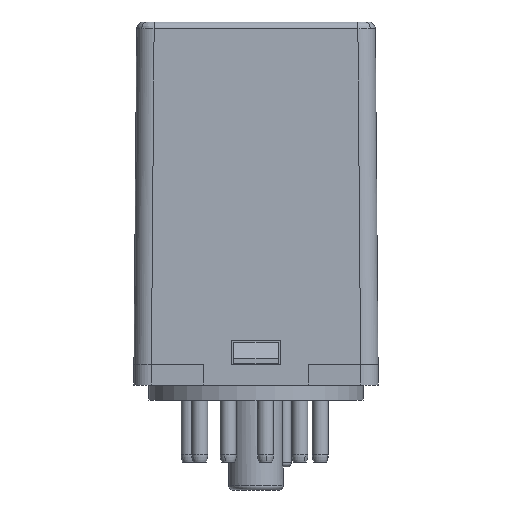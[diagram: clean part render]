
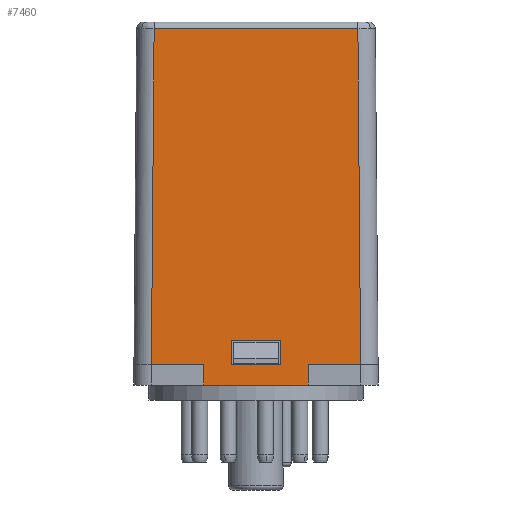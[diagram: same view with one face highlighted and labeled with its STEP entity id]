
A CAD part, front view. The second image highlights one B-rep face of the part: STEP entity #7460.
In plain terms, the highlighted planar face has unit normal (0, -1, 0.008).
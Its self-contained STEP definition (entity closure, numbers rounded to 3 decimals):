
#1933 = LINE ( 'NONE', #9348, #1937 ) ;
#1937 = VECTOR ( 'NONE', #9353, 1000. ) ;
#1950 = LINE ( 'NONE', #9332, #1955 ) ;
#1955 = VECTOR ( 'NONE', #9323, 1000. ) ;
#2067 = LINE ( 'NONE', #2631, #2070 ) ;
#2070 = VECTOR ( 'NONE', #2632, 1000. ) ;
#2112 = LINE ( 'NONE', #2735, #2115 ) ;
#2115 = VECTOR ( 'NONE', #2751, 1000. ) ;
#2164 = LINE ( 'NONE', #2864, #2189 ) ;
#2178 = LINE ( 'NONE', #2843, #2180 ) ;
#2180 = VECTOR ( 'NONE', #2838, 1000. ) ;
#2189 = VECTOR ( 'NONE', #2852, 1000. ) ;
#2206 = LINE ( 'NONE', #2890, #2208 ) ;
#2208 = VECTOR ( 'NONE', #2891, 1000. ) ;
#2218 = LINE ( 'NONE', #2929, #2231 ) ;
#2221 = LINE ( 'NONE', #2909, #2224 ) ;
#2224 = VECTOR ( 'NONE', #2910, 1000. ) ;
#2231 = VECTOR ( 'NONE', #2930, 1000. ) ;
#2247 = LINE ( 'NONE', #2976, #2250 ) ;
#2250 = VECTOR ( 'NONE', #2977, 1000. ) ;
#2259 = LINE ( 'NONE', #3031, #2268 ) ;
#2262 = VECTOR ( 'NONE', #3021, 1000. ) ;
#2263 = LINE ( 'NONE', #3008, #2262 ) ;
#2268 = VECTOR ( 'NONE', #3032, 1000. ) ;
#2280 = LINE ( 'NONE', #3054, #2284 ) ;
#2284 = VECTOR ( 'NONE', #3072, 1000. ) ;
#2302 = LINE ( 'NONE', #3146, #2305 ) ;
#2305 = VECTOR ( 'NONE', #3147, 1000. ) ;
#2631 = CARTESIAN_POINT ( 'NONE',  ( -17.525, -17.501, 2.95 ) ) ;
#2632 = DIRECTION ( 'NONE',  ( 1., 0., 0. ) ) ;
#2735 = CARTESIAN_POINT ( 'NONE',  ( -17.525, -17.472, 6.45 ) ) ;
#2751 = DIRECTION ( 'NONE',  ( 1., 0., 0. ) ) ;
#2838 = DIRECTION ( 'NONE',  ( -1., 0., 0. ) ) ;
#2843 = CARTESIAN_POINT ( 'NONE',  ( -17.525, -17.501, 2.95 ) ) ;
#2852 = DIRECTION ( 'NONE',  ( 0., -0.008, -1. ) ) ;
#2864 = CARTESIAN_POINT ( 'NONE',  ( 3.525, -17.525, 0. ) ) ;
#2890 = CARTESIAN_POINT ( 'NONE',  ( -17.525, -17.501, 2.95 ) ) ;
#2891 = DIRECTION ( 'NONE',  ( 1., 0., 0. ) ) ;
#2909 = CARTESIAN_POINT ( 'NONE',  ( -7.475, -17.525, 0. ) ) ;
#2910 = DIRECTION ( 'NONE',  ( 0., -0.008, -1. ) ) ;
#2929 = CARTESIAN_POINT ( 'NONE',  ( 15.001, -17.501, 2.95 ) ) ;
#2930 = DIRECTION ( 'NONE',  ( -0.008, 0.008, 1. ) ) ;
#2976 = CARTESIAN_POINT ( 'NONE',  ( -17.525, -17.501, 2.95 ) ) ;
#2977 = DIRECTION ( 'NONE',  ( 1., 0., 0. ) ) ;
#3008 = CARTESIAN_POINT ( 'NONE',  ( -17.525, -17.525, 0. ) ) ;
#3021 = DIRECTION ( 'NONE',  ( 1., 0., 0. ) ) ;
#3031 = CARTESIAN_POINT ( 'NONE',  ( -15.025, -17.525, -0.02 ) ) ;
#3032 = DIRECTION ( 'NONE',  ( 0.008, 0.008, 1. ) ) ;
#3054 = CARTESIAN_POINT ( 'NONE',  ( -17.525, -17.108, 51.058 ) ) ;
#3072 = DIRECTION ( 'NONE',  ( -1., 0., 0. ) ) ;
#3146 = CARTESIAN_POINT ( 'NONE',  ( 7.475, -17.525, 0. ) ) ;
#3147 = DIRECTION ( 'NONE',  ( 0., 0.008, 1. ) ) ;
#3783 = CARTESIAN_POINT ( 'NONE',  ( 7.575, -17.501, 2.95 ) ) ;
#4009 = CARTESIAN_POINT ( 'NONE',  ( -7.475, -17.525, 0. ) ) ;
#4119 = CARTESIAN_POINT ( 'NONE',  ( -7.575, -17.501, 2.95 ) ) ;
#4209 = CARTESIAN_POINT ( 'NONE',  ( 15.001, -17.501, 2.95 ) ) ;
#4236 = CARTESIAN_POINT ( 'NONE',  ( -7.475, -17.501, 2.95 ) ) ;
#4244 = CARTESIAN_POINT ( 'NONE',  ( 7.475, -17.501, 2.95 ) ) ;
#4263 = CARTESIAN_POINT ( 'NONE',  ( -3.525, -17.472, 6.45 ) ) ;
#4271 = CARTESIAN_POINT ( 'NONE',  ( 7.475, -17.525, 0. ) ) ;
#4274 = CARTESIAN_POINT ( 'NONE',  ( 14.608, -17.108, 51.058 ) ) ;
#4291 = CARTESIAN_POINT ( 'NONE',  ( 3.525, -17.501, 2.95 ) ) ;
#4292 = CARTESIAN_POINT ( 'NONE',  ( -14.608, -17.108, 51.058 ) ) ;
#4308 = CARTESIAN_POINT ( 'NONE',  ( -15.001, -17.501, 2.95 ) ) ;
#4318 = CARTESIAN_POINT ( 'NONE',  ( 3.525, -17.472, 6.45 ) ) ;
#4319 = CARTESIAN_POINT ( 'NONE',  ( -3.525, -17.501, 2.95 ) ) ;
#5905 = DIRECTION ( 'NONE',  ( 0., -0.008, -1. ) ) ;
#5906 = DIRECTION ( 'NONE',  ( 0., -1., 0.008 ) ) ;
#5907 = CARTESIAN_POINT ( 'NONE',  ( -17.525, -17.525, 0. ) ) ;
#5915 = PLANE ( 'NONE',  #10937 ) ;
#7460 = ADVANCED_FACE ( 'NONE', ( #13874, #13878 ), #5915, .T. ) ;
#9323 = DIRECTION ( 'NONE',  ( 1., 0., 0. ) ) ;
#9332 = CARTESIAN_POINT ( 'NONE',  ( 17.525, -17.501, 2.95 ) ) ;
#9348 = CARTESIAN_POINT ( 'NONE',  ( -3.525, -17.525, 0. ) ) ;
#9353 = DIRECTION ( 'NONE',  ( 0., 0.008, 1. ) ) ;
#10937 = AXIS2_PLACEMENT_3D ( 'NONE', #5907, #5906, #5905 ) ;
#11788 = EDGE_CURVE ( 'NONE', #13849, #13748, #1933, .T. ) ;
#11797 = EDGE_CURVE ( 'NONE', #13731, #12902, #1950, .T. ) ;
#11852 = EDGE_LOOP ( 'NONE', ( #13154, #13156, #13157, #13161 ) ) ;
#11947 = EDGE_CURVE ( 'NONE', #13561, #13685, #2067, .T. ) ;
#11980 = EDGE_CURVE ( 'NONE', #13748, #13848, #2112, .T. ) ;
#12026 = EDGE_CURVE ( 'NONE', #13804, #13849, #2178, .T. ) ;
#12031 = EDGE_CURVE ( 'NONE', #13848, #13804, #2164, .T. ) ;
#12045 = EDGE_LOOP ( 'NONE', ( #13135, #13137, #13139, #13140, #13141, #13143, #13146, #13149, #13150, #13151 ) ) ;
#12058 = EDGE_CURVE ( 'NONE', #13831, #13561, #2206, .T. ) ;
#12067 = EDGE_CURVE ( 'NONE', #13685, #13376, #2221, .T. ) ;
#12074 = EDGE_CURVE ( 'NONE', #13654, #13767, #2218, .T. ) ;
#12089 = EDGE_CURVE ( 'NONE', #12902, #13654, #2247, .T. ) ;
#12102 = EDGE_CURVE ( 'NONE', #13376, #13807, #2263, .T. ) ;
#12105 = EDGE_CURVE ( 'NONE', #13831, #13805, #2259, .T. ) ;
#12118 = EDGE_CURVE ( 'NONE', #13767, #13805, #2280, .T. ) ;
#12139 = EDGE_CURVE ( 'NONE', #13807, #13731, #2302, .T. ) ;
#12902 = VERTEX_POINT ( 'NONE', #3783 ) ;
#13135 = ORIENTED_EDGE ( 'NONE', *, *, #12139, .T. ) ;
#13137 = ORIENTED_EDGE ( 'NONE', *, *, #11797, .T. ) ;
#13139 = ORIENTED_EDGE ( 'NONE', *, *, #12089, .T. ) ;
#13140 = ORIENTED_EDGE ( 'NONE', *, *, #12074, .T. ) ;
#13141 = ORIENTED_EDGE ( 'NONE', *, *, #12118, .T. ) ;
#13143 = ORIENTED_EDGE ( 'NONE', *, *, #12105, .F. ) ;
#13146 = ORIENTED_EDGE ( 'NONE', *, *, #12058, .T. ) ;
#13149 = ORIENTED_EDGE ( 'NONE', *, *, #11947, .T. ) ;
#13150 = ORIENTED_EDGE ( 'NONE', *, *, #12067, .T. ) ;
#13151 = ORIENTED_EDGE ( 'NONE', *, *, #12102, .T. ) ;
#13154 = ORIENTED_EDGE ( 'NONE', *, *, #12031, .T. ) ;
#13156 = ORIENTED_EDGE ( 'NONE', *, *, #12026, .T. ) ;
#13157 = ORIENTED_EDGE ( 'NONE', *, *, #11788, .T. ) ;
#13161 = ORIENTED_EDGE ( 'NONE', *, *, #11980, .T. ) ;
#13376 = VERTEX_POINT ( 'NONE', #4009 ) ;
#13561 = VERTEX_POINT ( 'NONE', #4119 ) ;
#13654 = VERTEX_POINT ( 'NONE', #4209 ) ;
#13685 = VERTEX_POINT ( 'NONE', #4236 ) ;
#13731 = VERTEX_POINT ( 'NONE', #4244 ) ;
#13748 = VERTEX_POINT ( 'NONE', #4263 ) ;
#13767 = VERTEX_POINT ( 'NONE', #4274 ) ;
#13804 = VERTEX_POINT ( 'NONE', #4291 ) ;
#13805 = VERTEX_POINT ( 'NONE', #4292 ) ;
#13807 = VERTEX_POINT ( 'NONE', #4271 ) ;
#13831 = VERTEX_POINT ( 'NONE', #4308 ) ;
#13848 = VERTEX_POINT ( 'NONE', #4318 ) ;
#13849 = VERTEX_POINT ( 'NONE', #4319 ) ;
#13874 = FACE_OUTER_BOUND ( 'NONE', #12045, .T. ) ;
#13878 = FACE_BOUND ( 'NONE', #11852, .T. ) ;
